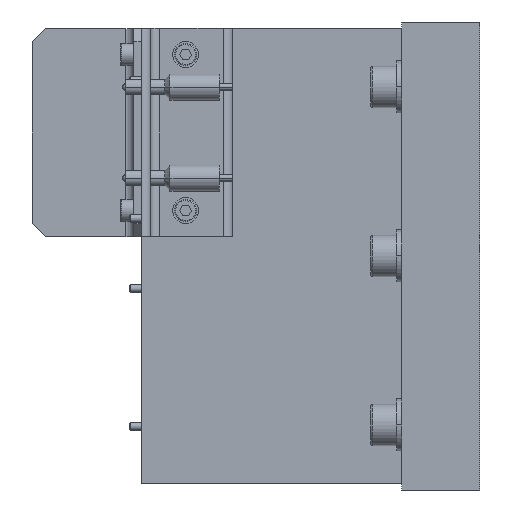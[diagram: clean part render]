
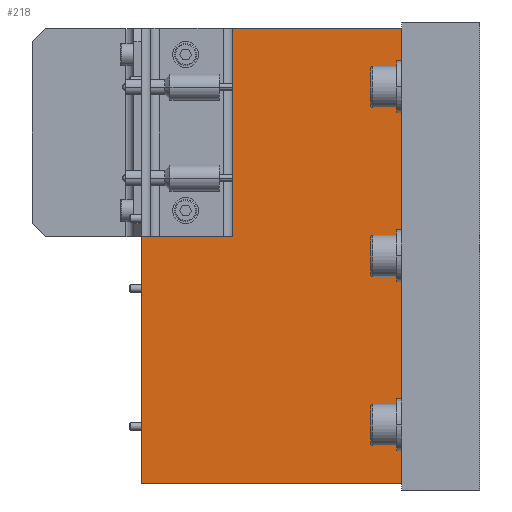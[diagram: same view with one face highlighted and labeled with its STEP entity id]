
A CAD part, left-side view. The second image highlights one B-rep face of the part: STEP entity #218.
In plain terms, the highlighted planar face has unit normal (-1, 0, 0).
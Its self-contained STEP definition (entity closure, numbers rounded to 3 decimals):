
#39 = EDGE_CURVE ( 'NONE', #6278, #21836, #20074, .T. ) ;
#71 = CARTESIAN_POINT ( 'NONE',  ( -89., 113.17, 17.5 ) ) ;
#218 = ADVANCED_FACE ( 'NONE', ( #13933, #15454, #30060 ), #28614, .F. ) ;
#261 = VECTOR ( 'NONE', #26653, 1000. ) ;
#295 = ORIENTED_EDGE ( 'NONE', *, *, #28826, .F. ) ;
#445 = AXIS2_PLACEMENT_3D ( 'NONE', #6492, #14564, #24131 ) ;
#465 = ORIENTED_EDGE ( 'NONE', *, *, #22412, .F. ) ;
#967 = DIRECTION ( 'NONE',  ( 0., 0., 1. ) ) ;
#1051 = EDGE_LOOP ( 'NONE', ( #295, #24200 ) ) ;
#1092 = VERTEX_POINT ( 'NONE', #8280 ) ;
#1224 = CIRCLE ( 'NONE', #26194, 2.1 ) ;
#1515 = ORIENTED_EDGE ( 'NONE', *, *, #27433, .F. ) ;
#2120 = VECTOR ( 'NONE', #23807, 1000. ) ;
#2344 = DIRECTION ( 'NONE',  ( 0., 1., 0. ) ) ;
#2543 = DIRECTION ( 'NONE',  ( -1., 0., 0. ) ) ;
#2595 = CARTESIAN_POINT ( 'NONE',  ( -89., 113.17, 19.6 ) ) ;
#4629 = ORIENTED_EDGE ( 'NONE', *, *, #39, .F. ) ;
#4726 = VECTOR ( 'NONE', #22847, 1000. ) ;
#5192 = EDGE_LOOP ( 'NONE', ( #1515, #4629 ) ) ;
#6136 = EDGE_CURVE ( 'NONE', #1092, #6918, #19437, .T. ) ;
#6278 = VERTEX_POINT ( 'NONE', #9188 ) ;
#6492 = CARTESIAN_POINT ( 'NONE',  ( -89., 130.17, -87.5 ) ) ;
#6918 = VERTEX_POINT ( 'NONE', #2595 ) ;
#7259 = DIRECTION ( 'NONE',  ( 0., 0., 1. ) ) ;
#8280 = CARTESIAN_POINT ( 'NONE',  ( -89., 113.17, 15.4 ) ) ;
#8332 = VERTEX_POINT ( 'NONE', #13257 ) ;
#9076 = CARTESIAN_POINT ( 'NONE',  ( -89., 30., -87.5 ) ) ;
#9188 = CARTESIAN_POINT ( 'NONE',  ( -89., 113.17, 75.4 ) ) ;
#9409 = CARTESIAN_POINT ( 'NONE',  ( -89., 130.17, 87.5 ) ) ;
#9653 = CARTESIAN_POINT ( 'NONE',  ( -89., 130.17, -87.5 ) ) ;
#10479 = AXIS2_PLACEMENT_3D ( 'NONE', #30310, #11590, #31236 ) ;
#10993 = EDGE_CURVE ( 'NONE', #25402, #8332, #29405, .T. ) ;
#11590 = DIRECTION ( 'NONE',  ( -1., 0., 0. ) ) ;
#12745 = AXIS2_PLACEMENT_3D ( 'NONE', #15989, #18459, #967 ) ;
#13257 = CARTESIAN_POINT ( 'NONE',  ( -89., 30., 87.5 ) ) ;
#13579 = ORIENTED_EDGE ( 'NONE', *, *, #17209, .T. ) ;
#13591 = LINE ( 'NONE', #30166, #4726 ) ;
#13933 = FACE_BOUND ( 'NONE', #5192, .T. ) ;
#14564 = DIRECTION ( 'NONE',  ( 1., 0., 0. ) ) ;
#15454 = FACE_BOUND ( 'NONE', #1051, .T. ) ;
#15989 = CARTESIAN_POINT ( 'NONE',  ( -89., 113.17, 17.5 ) ) ;
#17209 = EDGE_CURVE ( 'NONE', #8332, #23966, #30942, .T. ) ;
#17438 = CARTESIAN_POINT ( 'NONE',  ( -89., 113.17, 79.6 ) ) ;
#17871 = EDGE_LOOP ( 'NONE', ( #465, #21406, #13579, #20756 ) ) ;
#18459 = DIRECTION ( 'NONE',  ( -1., 0., 0. ) ) ;
#18737 = DIRECTION ( 'NONE',  ( 0., 0., 1. ) ) ;
#19049 = DIRECTION ( 'NONE',  ( -1., 0., 0. ) ) ;
#19437 = CIRCLE ( 'NONE', #12745, 2.1 ) ;
#20074 = CIRCLE ( 'NONE', #10479, 2.1 ) ;
#20481 = AXIS2_PLACEMENT_3D ( 'NONE', #71, #2543, #7259 ) ;
#20756 = ORIENTED_EDGE ( 'NONE', *, *, #24952, .F. ) ;
#21388 = LINE ( 'NONE', #9653, #261 ) ;
#21406 = ORIENTED_EDGE ( 'NONE', *, *, #10993, .T. ) ;
#21580 = CARTESIAN_POINT ( 'NONE',  ( -89., 30., -87.5 ) ) ;
#21836 = VERTEX_POINT ( 'NONE', #17438 ) ;
#22412 = EDGE_CURVE ( 'NONE', #25402, #26857, #13591, .T. ) ;
#22847 = DIRECTION ( 'NONE',  ( 0., 1., 0. ) ) ;
#23807 = DIRECTION ( 'NONE',  ( 0., 0., 1. ) ) ;
#23966 = VERTEX_POINT ( 'NONE', #29648 ) ;
#24131 = DIRECTION ( 'NONE',  ( 0., 1., 0. ) ) ;
#24200 = ORIENTED_EDGE ( 'NONE', *, *, #6136, .F. ) ;
#24952 = EDGE_CURVE ( 'NONE', #26857, #23966, #21388, .T. ) ;
#25402 = VERTEX_POINT ( 'NONE', #21580 ) ;
#26194 = AXIS2_PLACEMENT_3D ( 'NONE', #31284, #19049, #18737 ) ;
#26653 = DIRECTION ( 'NONE',  ( 0., 0., 1. ) ) ;
#26857 = VERTEX_POINT ( 'NONE', #28097 ) ;
#27433 = EDGE_CURVE ( 'NONE', #21836, #6278, #1224, .T. ) ;
#28097 = CARTESIAN_POINT ( 'NONE',  ( -89., 130.17, -87.5 ) ) ;
#28396 = CIRCLE ( 'NONE', #20481, 2.1 ) ;
#28614 = PLANE ( 'NONE',  #445 ) ;
#28826 = EDGE_CURVE ( 'NONE', #6918, #1092, #28396, .T. ) ;
#29046 = VECTOR ( 'NONE', #2344, 1000. ) ;
#29405 = LINE ( 'NONE', #9076, #2120 ) ;
#29648 = CARTESIAN_POINT ( 'NONE',  ( -89., 130.17, 87.5 ) ) ;
#30060 = FACE_OUTER_BOUND ( 'NONE', #17871, .T. ) ;
#30166 = CARTESIAN_POINT ( 'NONE',  ( -89., 130.17, -87.5 ) ) ;
#30310 = CARTESIAN_POINT ( 'NONE',  ( -89., 113.17, 77.5 ) ) ;
#30942 = LINE ( 'NONE', #9409, #29046 ) ;
#31236 = DIRECTION ( 'NONE',  ( 0., 0., 1. ) ) ;
#31284 = CARTESIAN_POINT ( 'NONE',  ( -89., 113.17, 77.5 ) ) ;
